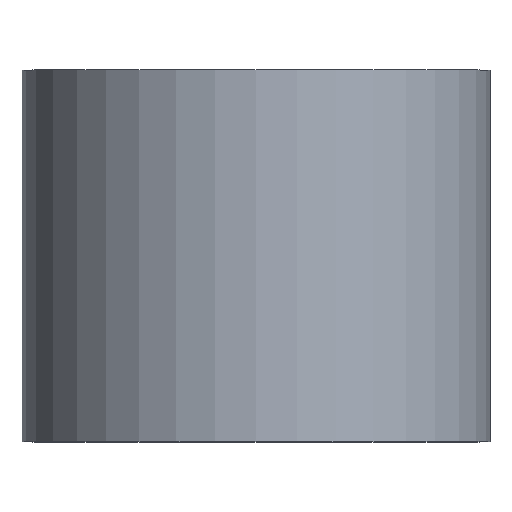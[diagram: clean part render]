
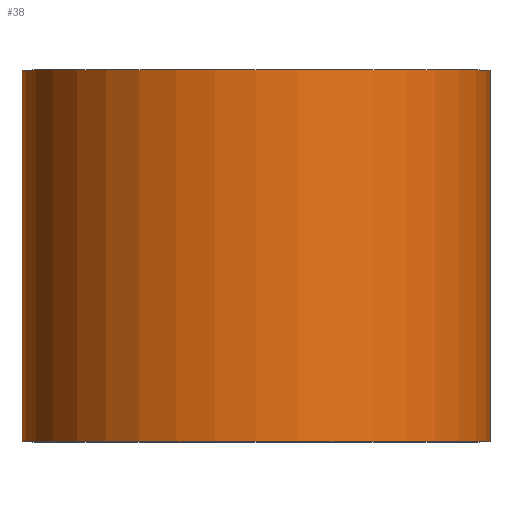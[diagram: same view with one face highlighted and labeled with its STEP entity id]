
A CAD part, top view. The second image highlights one B-rep face of the part: STEP entity #38.
In plain terms, the highlighted cylindrical face has radius 5.35 mm (diameter 10.7 mm), a full revolution.
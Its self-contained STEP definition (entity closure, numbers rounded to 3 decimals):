
#38=ADVANCED_FACE('',(#46,#47),#41,.T.);
#41=CYLINDRICAL_SURFACE('',#85,5.35);
#46=FACE_BOUND('',#54,.T.);
#47=FACE_BOUND('',#55,.T.);
#54=EDGE_LOOP('',(#62));
#55=EDGE_LOOP('',(#63));
#62=ORIENTED_EDGE('',*,*,#73,.T.);
#63=ORIENTED_EDGE('',*,*,#72,.F.);
#68=VERTEX_POINT('',#112);
#69=VERTEX_POINT('',#115);
#72=EDGE_CURVE('',#68,#68,#76,.T.);
#73=EDGE_CURVE('',#69,#69,#77,.T.);
#76=CIRCLE('',#82,5.35);
#77=CIRCLE('',#84,5.35);
#82=AXIS2_PLACEMENT_3D('',#111,#95,#96);
#84=AXIS2_PLACEMENT_3D('',#114,#99,#100);
#85=AXIS2_PLACEMENT_3D('',#116,#101,#102);
#95=DIRECTION('',(0.,1.,0.));
#96=DIRECTION('',(0.,0.,1.));
#99=DIRECTION('',(0.,1.,0.));
#100=DIRECTION('',(0.,0.,1.));
#101=DIRECTION('',(0.,1.,0.));
#102=DIRECTION('',(0.,0.,1.));
#111=CARTESIAN_POINT('',(0.,8.5,0.));
#112=CARTESIAN_POINT('',(0.,8.5,5.35));
#114=CARTESIAN_POINT('',(0.,0.,0.));
#115=CARTESIAN_POINT('',(0.,0.,5.35));
#116=CARTESIAN_POINT('',(0.,0.,0.));
